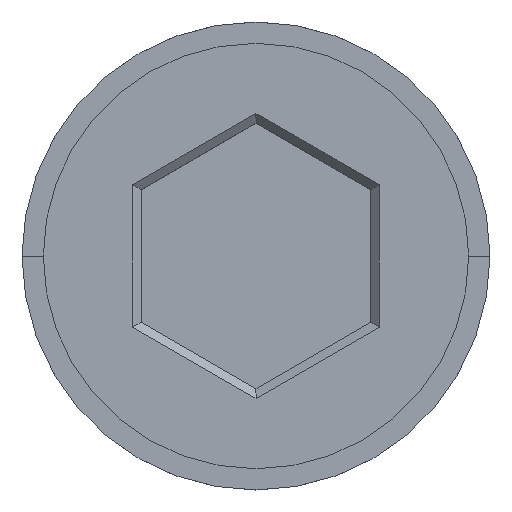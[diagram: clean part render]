
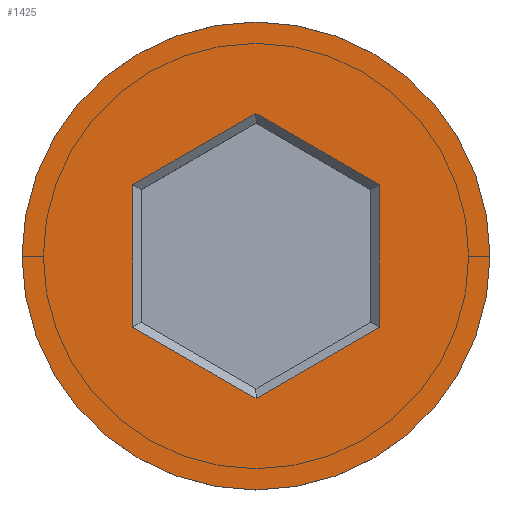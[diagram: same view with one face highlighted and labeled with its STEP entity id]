
A CAD part, top view. The second image highlights one B-rep face of the part: STEP entity #1425.
In plain terms, the highlighted planar face has unit normal (0, 0, 1).
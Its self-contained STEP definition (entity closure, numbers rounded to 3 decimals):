
#21 = AXIS2_PLACEMENT_3D ( 'NONE', #167, #621, #52 ) ;
#52 = DIRECTION ( 'NONE',  ( 1., 0., 0. ) ) ;
#58 = VECTOR ( 'NONE', #402, 1000. ) ;
#60 = FACE_OUTER_BOUND ( 'NONE', #624, .T. ) ;
#67 = DIRECTION ( 'NONE',  ( 0., 0., 1. ) ) ;
#68 = CARTESIAN_POINT ( 'NONE',  ( -2.9, 1.559, 0. ) ) ;
#113 = EDGE_CURVE ( 'NONE', #364, #672, #197, .T. ) ;
#167 = CARTESIAN_POINT ( 'NONE',  ( 0., 0., 0. ) ) ;
#169 = DIRECTION ( 'NONE',  ( 1., 0., 0. ) ) ;
#197 = LINE ( 'NONE', #303, #702 ) ;
#218 = VERTEX_POINT ( 'NONE', #1342 ) ;
#220 = CARTESIAN_POINT ( 'NONE',  ( 2.8, 1.732, 0. ) ) ;
#253 = DIRECTION ( 'NONE',  ( 0., -1., 0. ) ) ;
#273 = CARTESIAN_POINT ( 'NONE',  ( 2.9, 1.674, 0. ) ) ;
#303 = CARTESIAN_POINT ( 'NONE',  ( -2.8, -1.732, 0. ) ) ;
#335 = EDGE_CURVE ( 'NONE', #672, #1301, #636, .T. ) ;
#339 = ORIENTED_EDGE ( 'NONE', *, *, #725, .T. ) ;
#346 = ORIENTED_EDGE ( 'NONE', *, *, #797, .T. ) ;
#364 = VERTEX_POINT ( 'NONE', #1438 ) ;
#374 = CIRCLE ( 'NONE', #558, 5.5 ) ;
#394 = CARTESIAN_POINT ( 'NONE',  ( 0., 0., 0. ) ) ;
#402 = DIRECTION ( 'NONE',  ( -0.866, -0.5, 0. ) ) ;
#417 = CARTESIAN_POINT ( 'NONE',  ( 0., 0., 0. ) ) ;
#431 = CARTESIAN_POINT ( 'NONE',  ( -2.9, 1.674, 0. ) ) ;
#444 = ORIENTED_EDGE ( 'NONE', *, *, #887, .T. ) ;
#454 = CARTESIAN_POINT ( 'NONE',  ( 2.9, -1.674, 0. ) ) ;
#462 = VERTEX_POINT ( 'NONE', #454 ) ;
#478 = LINE ( 'NONE', #570, #796 ) ;
#517 = PLANE ( 'NONE',  #885 ) ;
#558 = AXIS2_PLACEMENT_3D ( 'NONE', #394, #840, #169 ) ;
#570 = CARTESIAN_POINT ( 'NONE',  ( 2.9, -1.559, 0. ) ) ;
#588 = EDGE_LOOP ( 'NONE', ( #1211, #671, #339, #444, #1297, #940 ) ) ;
#610 = CARTESIAN_POINT ( 'NONE',  ( -0.1, 3.291, 0. ) ) ;
#621 = DIRECTION ( 'NONE',  ( 0., 0., 1. ) ) ;
#624 = EDGE_LOOP ( 'NONE', ( #1162, #346 ) ) ;
#636 = LINE ( 'NONE', #68, #1070 ) ;
#644 = DIRECTION ( 'NONE',  ( -0.866, 0.5, 0. ) ) ;
#671 = ORIENTED_EDGE ( 'NONE', *, *, #335, .T. ) ;
#672 = VERTEX_POINT ( 'NONE', #1406 ) ;
#702 = VECTOR ( 'NONE', #644, 1000. ) ;
#724 = VECTOR ( 'NONE', #1213, 1000. ) ;
#725 = EDGE_CURVE ( 'NONE', #1301, #954, #1393, .T. ) ;
#796 = VECTOR ( 'NONE', #253, 1000. ) ;
#797 = EDGE_CURVE ( 'NONE', #981, #218, #1424, .T. ) ;
#840 = DIRECTION ( 'NONE',  ( 0., 0., 1. ) ) ;
#848 = DIRECTION ( 'NONE',  ( 0.866, 0.5, 0. ) ) ;
#885 = AXIS2_PLACEMENT_3D ( 'NONE', #417, #67, #1309 ) ;
#887 = EDGE_CURVE ( 'NONE', #954, #1235, #1442, .T. ) ;
#910 = CARTESIAN_POINT ( 'NONE',  ( 0., 3.349, 0. ) ) ;
#940 = ORIENTED_EDGE ( 'NONE', *, *, #1409, .T. ) ;
#950 = EDGE_CURVE ( 'NONE', #1235, #462, #478, .T. ) ;
#954 = VERTEX_POINT ( 'NONE', #910 ) ;
#981 = VERTEX_POINT ( 'NONE', #1129 ) ;
#1067 = CARTESIAN_POINT ( 'NONE',  ( 0.1, -3.291, 0. ) ) ;
#1070 = VECTOR ( 'NONE', #1418, 1000. ) ;
#1072 = VECTOR ( 'NONE', #848, 1000. ) ;
#1089 = FACE_BOUND ( 'NONE', #588, .T. ) ;
#1129 = CARTESIAN_POINT ( 'NONE',  ( -5.5, 0., 0. ) ) ;
#1162 = ORIENTED_EDGE ( 'NONE', *, *, #1355, .T. ) ;
#1211 = ORIENTED_EDGE ( 'NONE', *, *, #113, .T. ) ;
#1213 = DIRECTION ( 'NONE',  ( 0.866, -0.5, 0. ) ) ;
#1235 = VERTEX_POINT ( 'NONE', #273 ) ;
#1297 = ORIENTED_EDGE ( 'NONE', *, *, #950, .T. ) ;
#1301 = VERTEX_POINT ( 'NONE', #431 ) ;
#1309 = DIRECTION ( 'NONE',  ( 1., 0., 0. ) ) ;
#1342 = CARTESIAN_POINT ( 'NONE',  ( 5.5, 0., 0. ) ) ;
#1355 = EDGE_CURVE ( 'NONE', #218, #981, #374, .T. ) ;
#1393 = LINE ( 'NONE', #610, #1072 ) ;
#1406 = CARTESIAN_POINT ( 'NONE',  ( -2.9, -1.674, 0. ) ) ;
#1408 = LINE ( 'NONE', #1067, #58 ) ;
#1409 = EDGE_CURVE ( 'NONE', #462, #364, #1408, .T. ) ;
#1418 = DIRECTION ( 'NONE',  ( 0., 1., 0. ) ) ;
#1424 = CIRCLE ( 'NONE', #21, 5.5 ) ;
#1425 = ADVANCED_FACE ( 'NONE', ( #1089, #60 ), #517, .T. ) ;
#1438 = CARTESIAN_POINT ( 'NONE',  ( 0., -3.349, 0. ) ) ;
#1442 = LINE ( 'NONE', #220, #724 ) ;
